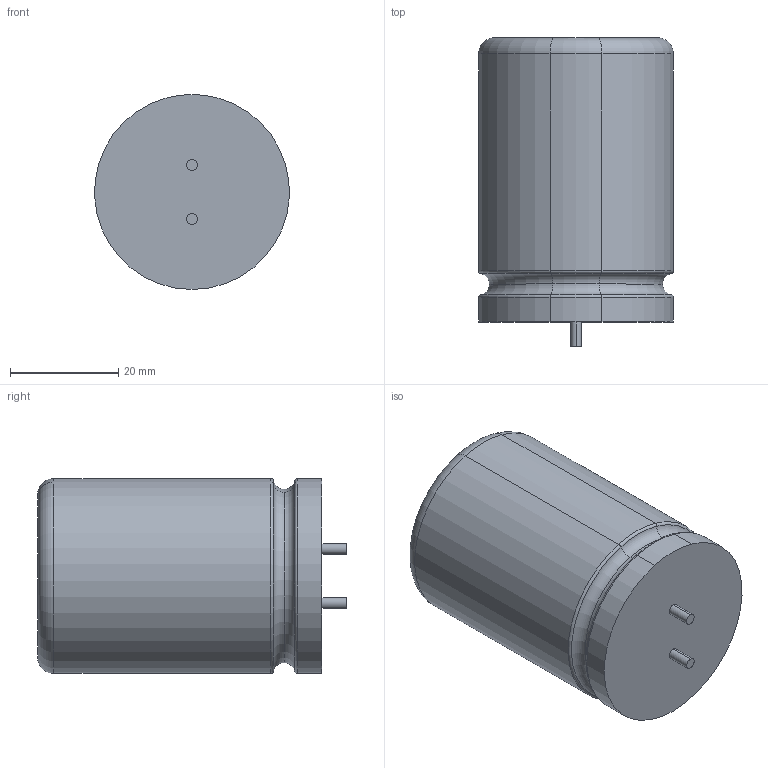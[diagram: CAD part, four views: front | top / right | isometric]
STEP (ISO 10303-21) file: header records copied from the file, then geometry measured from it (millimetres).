
FILE_DESCRIPTION (( 'STEP AP214' ), '1' );
FILE_NAME ('EKMT451VSN561MA50S.STEP', '2013-09-29T11:50:01', ( '' ), ( '' ), 'SwSTEP 2.0', 'SolidWorks 2011', '' );
FILE_SCHEMA (( 'AUTOMOTIVE_DESIGN' ));
Length unit declared in the file: millimetre
Products named in the file (1): EKMT451VSN561MA50S
Bounding box: 35.95 x 57 x 36 mm (x, y, z)
Volume: 52570.7 mm3; surface area: 8050.1 mm2
Topology: 1 solids, 1 shells, 29 faces, 57 edges, 32 vertices
Faces by surface type: torus 15, cylinder 10, plane 4
Entity records: 931 total; most frequent: DIRECTION 164, CARTESIAN_POINT 119, ORIENTED_EDGE 114, AXIS2_PLACEMENT_3D 77, EDGE_CURVE 57, CIRCLE 47, VERTEX_POINT 32, EDGE_LOOP 31
